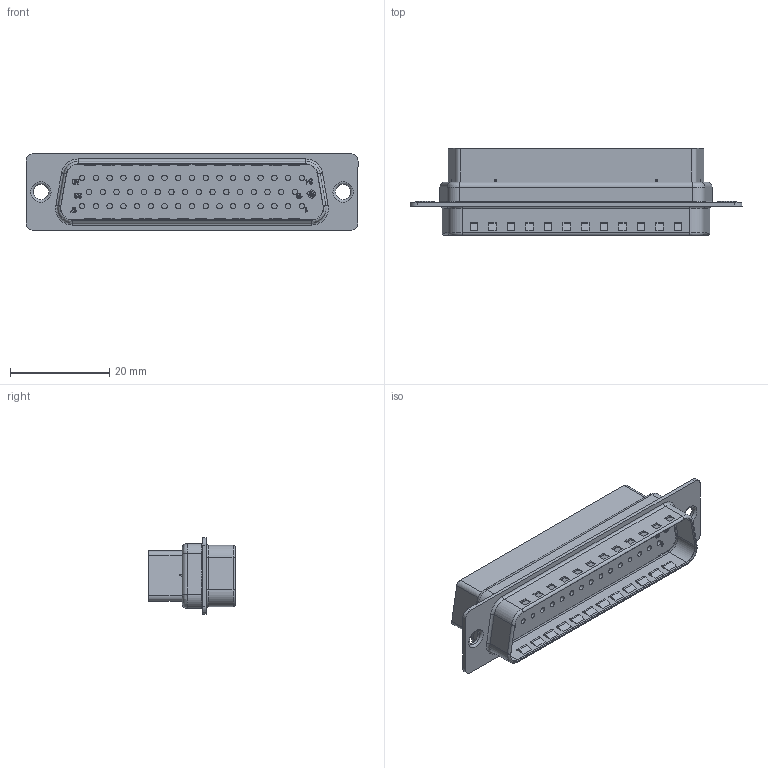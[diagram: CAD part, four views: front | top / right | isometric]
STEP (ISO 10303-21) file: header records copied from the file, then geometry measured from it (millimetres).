
FILE_DESCRIPTION(/* description */ (''),/* implementation_level */ '2;1');
FILE_NAME(/* name */ '100547199ugm000_a.stp',/* time_stamp */ '2018-08-10T05:06:35+02:00',/* author */ (''),/* organization */ (''),/* preprocessor_version */ 'ST-DEVELOPER v16.7',/* originating_system */ 'SIEMENS PLM Software NX 12.0',/* authorisation */ '');
FILE_SCHEMA (('AUTOMOTIVE_DESIGN { 1 0 10303 214 3 1 1 1 }'));
Length unit declared in the file: millimetre
Products named in the file (1): 100547199ugm000_a
Bounding box: 67 x 17.55 x 15.4 mm (x, y, z)
Volume: 6564.3 mm3; surface area: 7542.8 mm2
Topology: 1 solids, 2 shells, 976 faces, 2407 edges, 1597 vertices
Faces by surface type: plane 557, cylinder 204, bspline 155, cone 60
Full cylindrical faces by diameter (mm): 0.9 x1, 1.1 x53, 3.1 x2, 3.9 x2, 4 x2
Entity records: 30114 total; most frequent: CARTESIAN_POINT 8414, ORIENTED_EDGE 4416, DIRECTION 4085, EDGE_CURVE 2208, VERTEX_POINT 1525, AXIS2_PLACEMENT_3D 1370, LINE 1345, VECTOR 1345
